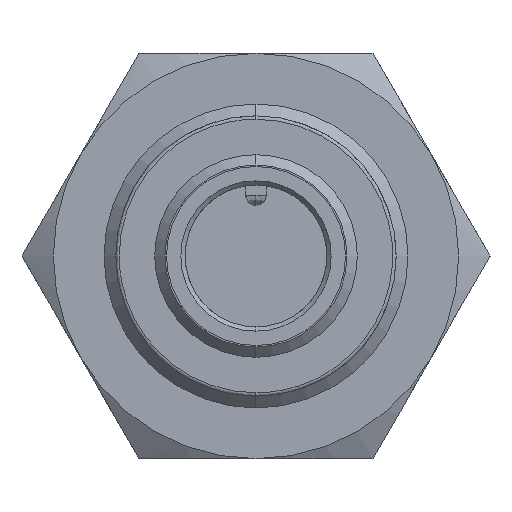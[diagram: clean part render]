
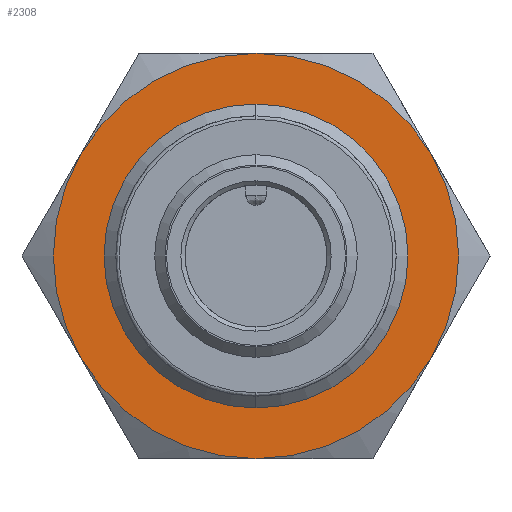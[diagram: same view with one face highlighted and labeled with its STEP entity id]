
A CAD part, left-side view. The second image highlights one B-rep face of the part: STEP entity #2308.
In plain terms, the highlighted planar face has unit normal (-1, 0, 0).
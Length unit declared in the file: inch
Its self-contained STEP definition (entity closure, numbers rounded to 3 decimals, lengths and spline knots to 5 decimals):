
#20 = VERTEX_POINT ( 'NONE', #3607 ) ;
#22 = AXIS2_PLACEMENT_3D ( 'NONE', #1199, #4406, #776 ) ;
#79 = VERTEX_POINT ( 'NONE', #4098 ) ;
#102 = ORIENTED_EDGE ( 'NONE', *, *, #2606, .T. ) ;
#216 = CARTESIAN_POINT ( 'NONE',  ( 1.02362, 0., 0. ) ) ;
#320 = AXIS2_PLACEMENT_3D ( 'NONE', #1707, #2168, #5776 ) ;
#420 = AXIS2_PLACEMENT_3D ( 'NONE', #216, #2176, #5268 ) ;
#466 = DIRECTION ( 'NONE',  ( 1., 0., 0. ) ) ;
#486 = CARTESIAN_POINT ( 'NONE',  ( 1.02362, 0., 0. ) ) ;
#697 = DIRECTION ( 'NONE',  ( -1., 0., 0. ) ) ;
#699 = AXIS2_PLACEMENT_3D ( 'NONE', #3690, #3667, #4616 ) ;
#776 = DIRECTION ( 'NONE',  ( 0., 0., 1. ) ) ;
#886 = DIRECTION ( 'NONE',  ( 0., 0., 1. ) ) ;
#903 = CARTESIAN_POINT ( 'NONE',  ( 1.02362, 0., 0.47244 ) ) ;
#1111 = CARTESIAN_POINT ( 'NONE',  ( 1.02362, 0.40915, 0.23622 ) ) ;
#1145 = EDGE_CURVE ( 'NONE', #4519, #3869, #4166, .T. ) ;
#1199 = CARTESIAN_POINT ( 'NONE',  ( 1.02362, 0.23622, 0. ) ) ;
#1705 = ORIENTED_EDGE ( 'NONE', *, *, #4254, .T. ) ;
#1707 = CARTESIAN_POINT ( 'NONE',  ( 1.02362, 0., 0. ) ) ;
#1716 = VERTEX_POINT ( 'NONE', #1837 ) ;
#1741 = EDGE_CURVE ( 'NONE', #1716, #2901, #5499, .T. ) ;
#1837 = CARTESIAN_POINT ( 'NONE',  ( 1.02362, -0.40915, -0.23622 ) ) ;
#1920 = ORIENTED_EDGE ( 'NONE', *, *, #2366, .T. ) ;
#2081 = CARTESIAN_POINT ( 'NONE',  ( 1.02362, 0., 0. ) ) ;
#2128 = CARTESIAN_POINT ( 'NONE',  ( 1.02362, 0., -0.35433 ) ) ;
#2136 = FACE_BOUND ( 'NONE', #4326, .T. ) ;
#2168 = DIRECTION ( 'NONE',  ( -1., 0., 0. ) ) ;
#2176 = DIRECTION ( 'NONE',  ( 1., 0., 0. ) ) ;
#2184 = AXIS2_PLACEMENT_3D ( 'NONE', #5731, #3988, #5339 ) ;
#2308 = ADVANCED_FACE ( 'NONE', ( #4348, #2136 ), #4384, .T. ) ;
#2329 = CIRCLE ( 'NONE', #3514, 0.47244 ) ;
#2366 = EDGE_CURVE ( 'NONE', #3697, #1716, #5108, .T. ) ;
#2431 = VERTEX_POINT ( 'NONE', #2128 ) ;
#2457 = EDGE_LOOP ( 'NONE', ( #3322, #3748, #3466, #102, #1920, #2844 ) ) ;
#2476 = AXIS2_PLACEMENT_3D ( 'NONE', #486, #3641, #4110 ) ;
#2558 = CIRCLE ( 'NONE', #4711, 0.35433 ) ;
#2606 = EDGE_CURVE ( 'NONE', #79, #3697, #4487, .T. ) ;
#2785 = CARTESIAN_POINT ( 'NONE',  ( 1.02362, -0.40915, 0.23622 ) ) ;
#2844 = ORIENTED_EDGE ( 'NONE', *, *, #1741, .T. ) ;
#2901 = VERTEX_POINT ( 'NONE', #2785 ) ;
#3208 = EDGE_CURVE ( 'NONE', #3869, #79, #3529, .T. ) ;
#3271 = CARTESIAN_POINT ( 'NONE',  ( 1.02362, 0., -0.47244 ) ) ;
#3322 = ORIENTED_EDGE ( 'NONE', *, *, #4413, .T. ) ;
#3466 = ORIENTED_EDGE ( 'NONE', *, *, #3208, .T. ) ;
#3514 = AXIS2_PLACEMENT_3D ( 'NONE', #4962, #4060, #4896 ) ;
#3529 = CIRCLE ( 'NONE', #2184, 0.47244 ) ;
#3607 = CARTESIAN_POINT ( 'NONE',  ( 1.02362, 0., 0.35433 ) ) ;
#3641 = DIRECTION ( 'NONE',  ( -1., 0., 0. ) ) ;
#3667 = DIRECTION ( 'NONE',  ( -1., 0., 0. ) ) ;
#3690 = CARTESIAN_POINT ( 'NONE',  ( 1.02362, 0., 0. ) ) ;
#3697 = VERTEX_POINT ( 'NONE', #3271 ) ;
#3748 = ORIENTED_EDGE ( 'NONE', *, *, #1145, .T. ) ;
#3869 = VERTEX_POINT ( 'NONE', #1111 ) ;
#3970 = EDGE_CURVE ( 'NONE', #20, #2431, #2558, .T. ) ;
#3988 = DIRECTION ( 'NONE',  ( -1., 0., 0. ) ) ;
#4060 = DIRECTION ( 'NONE',  ( -1., 0., 0. ) ) ;
#4098 = CARTESIAN_POINT ( 'NONE',  ( 1.02362, 0.40915, -0.23622 ) ) ;
#4110 = DIRECTION ( 'NONE',  ( 0., 0., -1. ) ) ;
#4166 = CIRCLE ( 'NONE', #5293, 0.47244 ) ;
#4176 = ORIENTED_EDGE ( 'NONE', *, *, #3970, .T. ) ;
#4254 = EDGE_CURVE ( 'NONE', #2431, #20, #5512, .T. ) ;
#4326 = EDGE_LOOP ( 'NONE', ( #4176, #1705 ) ) ;
#4348 = FACE_OUTER_BOUND ( 'NONE', #2457, .T. ) ;
#4384 = PLANE ( 'NONE',  #22 ) ;
#4399 = DIRECTION ( 'NONE',  ( 0., 0., -1. ) ) ;
#4406 = DIRECTION ( 'NONE',  ( -1., 0., 0. ) ) ;
#4413 = EDGE_CURVE ( 'NONE', #2901, #4519, #2329, .T. ) ;
#4487 = CIRCLE ( 'NONE', #699, 0.47244 ) ;
#4519 = VERTEX_POINT ( 'NONE', #903 ) ;
#4584 = CARTESIAN_POINT ( 'NONE',  ( 1.02362, 0., 0. ) ) ;
#4616 = DIRECTION ( 'NONE',  ( 0., 0., -1. ) ) ;
#4711 = AXIS2_PLACEMENT_3D ( 'NONE', #4584, #466, #886 ) ;
#4896 = DIRECTION ( 'NONE',  ( 0., 0., -1. ) ) ;
#4962 = CARTESIAN_POINT ( 'NONE',  ( 1.02362, 0., 0. ) ) ;
#5108 = CIRCLE ( 'NONE', #320, 0.47244 ) ;
#5268 = DIRECTION ( 'NONE',  ( 0., 0., 1. ) ) ;
#5293 = AXIS2_PLACEMENT_3D ( 'NONE', #2081, #697, #4399 ) ;
#5339 = DIRECTION ( 'NONE',  ( 0., 0., -1. ) ) ;
#5499 = CIRCLE ( 'NONE', #2476, 0.47244 ) ;
#5512 = CIRCLE ( 'NONE', #420, 0.35433 ) ;
#5731 = CARTESIAN_POINT ( 'NONE',  ( 1.02362, 0., 0. ) ) ;
#5776 = DIRECTION ( 'NONE',  ( 0., 0., -1. ) ) ;
